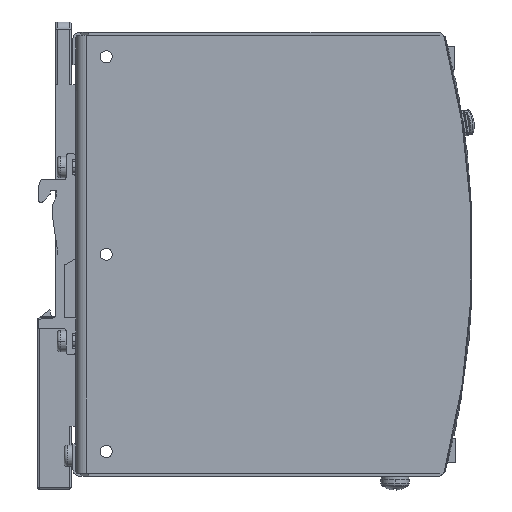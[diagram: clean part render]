
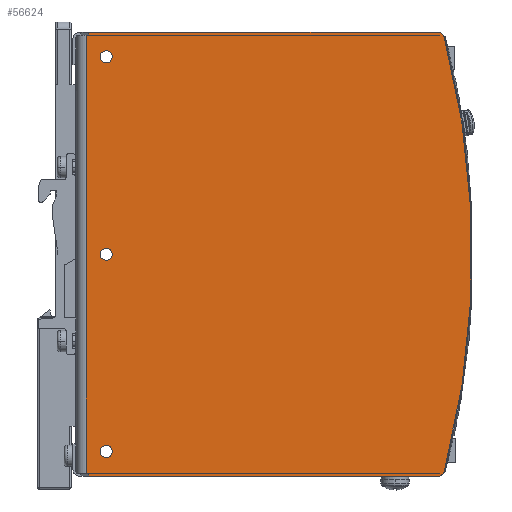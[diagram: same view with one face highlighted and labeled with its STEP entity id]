
A CAD part, front view. The second image highlights one B-rep face of the part: STEP entity #56624.
In plain terms, the highlighted planar face has unit normal (0, -1, 0).
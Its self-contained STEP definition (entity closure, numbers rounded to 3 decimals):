
#3545=DIRECTION('',(1.,0.,0.));
#3546=VECTOR('',#3545,98.697);
#3547=CARTESIAN_POINT('',(1.5,-21.,122.3));
#3548=LINE('',#3547,#3546);
#3723=DIRECTION('',(0.,0.,1.));
#3724=VECTOR('',#3723,122.3);
#3725=CARTESIAN_POINT('',(1.5,-21.,0.));
#3726=LINE('',#3725,#3724);
#3792=DIRECTION('',(-1.,0.,0.));
#3793=VECTOR('',#3792,98.695);
#3794=CARTESIAN_POINT('',(100.195,-21.,-0.002));
#3795=LINE('',#3794,#3793);
#3835=CARTESIAN_POINT('',(99.781,-21.,122.4));
#3836=CARTESIAN_POINT('',(99.802,-21.,122.4));
#3837=CARTESIAN_POINT('',(99.842,-21.,122.399));
#3838=CARTESIAN_POINT('',(99.904,-21.,122.393));
#3839=CARTESIAN_POINT('',(99.964,-21.,122.384));
#3840=CARTESIAN_POINT('',(100.024,-21.,122.371));
#3841=CARTESIAN_POINT('',(100.083,-21.,122.353));
#3842=CARTESIAN_POINT('',(100.144,-21.,122.336));
#3843=CARTESIAN_POINT('',(100.174,-21.,122.313));
#3844=CARTESIAN_POINT('',(100.197,-21.,122.302));
#3846=DIRECTION('',(1.,0.,0.));
#3847=VECTOR('',#3846,97.631);
#3848=CARTESIAN_POINT('',(2.15,-21.,122.4));
#3849=LINE('',#3848,#3847);
#3850=DIRECTION('',(-1.,0.,0.));
#3851=VECTOR('',#3850,97.631);
#3852=CARTESIAN_POINT('',(99.781,-21.,123.15));
#3853=LINE('',#3852,#3851);
#3854=CARTESIAN_POINT('',(99.781,-21.,121.4));
#3855=DIRECTION('',(0.,-1.,0.));
#3856=DIRECTION('',(0.968,0.,0.252));
#3857=AXIS2_PLACEMENT_3D('',#3854,#3855,#3856);
#3859=CARTESIAN_POINT('',(-131.5,-21.,61.15));
#3860=DIRECTION('',(0.,-1.,0.));
#3861=DIRECTION('',(0.968,0.,-0.252));
#3862=AXIS2_PLACEMENT_3D('',#3859,#3860,#3861);
#3864=CARTESIAN_POINT('',(99.781,-21.,0.9));
#3865=DIRECTION('',(0.,-1.,0.));
#3866=DIRECTION('',(0.,0.,-1.));
#3867=AXIS2_PLACEMENT_3D('',#3864,#3865,#3866);
#3869=DIRECTION('',(1.,0.,0.));
#3870=VECTOR('',#3869,97.631);
#3871=CARTESIAN_POINT('',(2.15,-21.,-0.85));
#3872=LINE('',#3871,#3870);
#3873=DIRECTION('',(-1.,0.,0.));
#3874=VECTOR('',#3873,97.631);
#3875=CARTESIAN_POINT('',(99.781,-21.,-0.1));
#3876=LINE('',#3875,#3874);
#3877=CARTESIAN_POINT('',(99.781,-21.,0.9));
#3878=DIRECTION('',(0.,1.,0.));
#3879=DIRECTION('',(0.418,0.,-0.908));
#3880=AXIS2_PLACEMENT_3D('',#3877,#3878,#3879);
#3882=CARTESIAN_POINT('',(7.,-21.,6.));
#3883=DIRECTION('',(0.,1.,0.));
#3884=DIRECTION('',(-1.,0.,0.));
#3885=AXIS2_PLACEMENT_3D('',#3882,#3883,#3884);
#3887=CARTESIAN_POINT('',(7.,-21.,6.));
#3888=DIRECTION('',(0.,1.,0.));
#3889=DIRECTION('',(1.,0.,0.));
#3890=AXIS2_PLACEMENT_3D('',#3887,#3888,#3889);
#3892=CARTESIAN_POINT('',(7.,-21.,61.15));
#3893=DIRECTION('',(0.,1.,0.));
#3894=DIRECTION('',(-1.,0.,0.));
#3895=AXIS2_PLACEMENT_3D('',#3892,#3893,#3894);
#3897=CARTESIAN_POINT('',(7.,-21.,61.15));
#3898=DIRECTION('',(0.,1.,0.));
#3899=DIRECTION('',(1.,0.,0.));
#3900=AXIS2_PLACEMENT_3D('',#3897,#3898,#3899);
#3902=CARTESIAN_POINT('',(7.,-21.,116.3));
#3903=DIRECTION('',(0.,1.,0.));
#3904=DIRECTION('',(-1.,0.,0.));
#3905=AXIS2_PLACEMENT_3D('',#3902,#3903,#3904);
#3907=CARTESIAN_POINT('',(7.,-21.,116.3));
#3908=DIRECTION('',(0.,1.,0.));
#3909=DIRECTION('',(1.,0.,0.));
#3910=AXIS2_PLACEMENT_3D('',#3907,#3908,#3909);
#6332=DIRECTION('',(0.,0.,1.));
#6333=VECTOR('',#6332,0.75);
#6334=CARTESIAN_POINT('',(2.15,-21.,122.4));
#6335=LINE('',#6334,#6333);
#15076=DIRECTION('',(0.,0.,1.));
#15077=VECTOR('',#15076,0.75);
#15078=CARTESIAN_POINT('',(2.15,-21.,-0.85));
#15079=LINE('',#15078,#15077);
#40459=CARTESIAN_POINT('',(100.197,-21.,122.302));
#40461=VERTEX_POINT('',#40459);
#40462=CARTESIAN_POINT('',(1.5,-21.,122.3));
#40463=VERTEX_POINT('',#40462);
#40464=CARTESIAN_POINT('',(1.5,-21.,0.));
#40465=VERTEX_POINT('',#40464);
#40466=CARTESIAN_POINT('',(100.195,-21.,-0.002));
#40467=VERTEX_POINT('',#40466);
#40507=CARTESIAN_POINT('',(8.7,-21.,6.));
#40509=VERTEX_POINT('',#40507);
#40511=CARTESIAN_POINT('',(5.3,-21.,6.));
#40513=VERTEX_POINT('',#40511);
#40523=CARTESIAN_POINT('',(8.7,-21.,61.15));
#40525=VERTEX_POINT('',#40523);
#40527=CARTESIAN_POINT('',(5.3,-21.,61.15));
#40529=VERTEX_POINT('',#40527);
#40539=CARTESIAN_POINT('',(8.7,-21.,116.3));
#40541=VERTEX_POINT('',#40539);
#40543=CARTESIAN_POINT('',(5.3,-21.,116.3));
#40545=VERTEX_POINT('',#40543);
#41752=CARTESIAN_POINT('',(2.15,-21.,-0.1));
#41753=VERTEX_POINT('',#41752);
#41754=CARTESIAN_POINT('',(99.781,-21.,-0.1));
#41755=VERTEX_POINT('',#41754);
#42812=CARTESIAN_POINT('',(99.781,-21.,122.4));
#42813=VERTEX_POINT('',#42812);
#42826=CARTESIAN_POINT('',(2.15,-21.,123.15));
#42827=VERTEX_POINT('',#42826);
#42828=CARTESIAN_POINT('',(99.781,-21.,123.15));
#42829=VERTEX_POINT('',#42828);
#43856=CARTESIAN_POINT('',(101.475,-21.,121.841));
#43857=VERTEX_POINT('',#43856);
#43860=CARTESIAN_POINT('',(101.475,-21.,0.459));
#43861=VERTEX_POINT('',#43860);
#43868=CARTESIAN_POINT('',(99.781,-21.,-0.85));
#43869=VERTEX_POINT('',#43868);
#45956=CARTESIAN_POINT('',(2.15,-21.,-0.85));
#45957=VERTEX_POINT('',#45956);
#45958=CARTESIAN_POINT('',(2.15,-21.,122.4));
#45960=VERTEX_POINT('',#45958);
#56576=CARTESIAN_POINT('',(-1.5,-21.,122.3));
#56577=DIRECTION('',(0.,-1.,0.));
#56578=DIRECTION('',(1.,0.,0.));
#56579=AXIS2_PLACEMENT_3D('',#56576,#56577,#56578);
#56580=PLANE('',#56579);
#56581=ORIENTED_EDGE('',*,*,#56543,.T.);
#56582=ORIENTED_EDGE('',*,*,#56443,.T.);
#56583=ORIENTED_EDGE('',*,*,#56364,.T.);
#56585=ORIENTED_EDGE('',*,*,#56584,.F.);
#56587=ORIENTED_EDGE('',*,*,#56586,.F.);
#56589=ORIENTED_EDGE('',*,*,#56588,.T.);
#56591=ORIENTED_EDGE('',*,*,#56590,.F.);
#56593=ORIENTED_EDGE('',*,*,#56592,.F.);
#56594=ORIENTED_EDGE('',*,*,#56177,.F.);
#56595=ORIENTED_EDGE('',*,*,#56202,.F.);
#56597=ORIENTED_EDGE('',*,*,#56596,.F.);
#56599=ORIENTED_EDGE('',*,*,#56598,.T.);
#56601=ORIENTED_EDGE('',*,*,#56600,.F.);
#56603=ORIENTED_EDGE('',*,*,#56602,.F.);
#56604=EDGE_LOOP('',(#56581,#56582,#56583,#56585,#56587,#56589,#56591,#56593,
#56594,#56595,#56597,#56599,#56601,#56603));
#56605=FACE_OUTER_BOUND('',#56604,.F.);
#56607=ORIENTED_EDGE('',*,*,#56606,.F.);
#56609=ORIENTED_EDGE('',*,*,#56608,.F.);
#56610=EDGE_LOOP('',(#56607,#56609));
#56611=FACE_BOUND('',#56610,.F.);
#56613=ORIENTED_EDGE('',*,*,#56612,.F.);
#56615=ORIENTED_EDGE('',*,*,#56614,.F.);
#56616=EDGE_LOOP('',(#56613,#56615));
#56617=FACE_BOUND('',#56616,.F.);
#56619=ORIENTED_EDGE('',*,*,#56618,.F.);
#56621=ORIENTED_EDGE('',*,*,#56620,.F.);
#56622=EDGE_LOOP('',(#56619,#56621));
#56623=FACE_BOUND('',#56622,.F.);
#56624=ADVANCED_FACE('',(#56605,#56611,#56617,#56623),#56580,.T.);
#3845=B_SPLINE_CURVE_WITH_KNOTS('',3,(#3835,#3836,#3837,#3838,#3839,#3840,#3841,
#3842,#3843,#3844),.UNSPECIFIED.,.F.,.F.,(4,1,1,1,1,1,1,4),(0.,
0.143,0.286,0.429,0.571,
0.714,0.857,1.),.UNSPECIFIED.);
#3858=CIRCLE('',#3857,1.75);
#3863=CIRCLE('',#3862,240.75);
#3868=CIRCLE('',#3867,1.75);
#3881=CIRCLE('',#3880,1.);
#3886=CIRCLE('',#3885,1.7);
#3891=CIRCLE('',#3890,1.7);
#3896=CIRCLE('',#3895,1.7);
#3901=CIRCLE('',#3900,1.7);
#3906=CIRCLE('',#3905,1.7);
#3911=CIRCLE('',#3910,1.7);
#56177=EDGE_CURVE('',#43861,#43857,#3863,.T.);
#56202=EDGE_CURVE('',#43869,#43861,#3868,.T.);
#56364=EDGE_CURVE('',#40463,#40461,#3548,.T.);
#56443=EDGE_CURVE('',#40465,#40463,#3726,.T.);
#56543=EDGE_CURVE('',#40467,#40465,#3795,.T.);
#56584=EDGE_CURVE('',#42813,#40461,#3845,.T.);
#56586=EDGE_CURVE('',#45960,#42813,#3849,.T.);
#56588=EDGE_CURVE('',#45960,#42827,#6335,.T.);
#56590=EDGE_CURVE('',#42829,#42827,#3853,.T.);
#56592=EDGE_CURVE('',#43857,#42829,#3858,.T.);
#56596=EDGE_CURVE('',#45957,#43869,#3872,.T.);
#56598=EDGE_CURVE('',#45957,#41753,#15079,.T.);
#56600=EDGE_CURVE('',#41755,#41753,#3876,.T.);
#56602=EDGE_CURVE('',#40467,#41755,#3881,.T.);
#56606=EDGE_CURVE('',#40513,#40509,#3886,.T.);
#56608=EDGE_CURVE('',#40509,#40513,#3891,.T.);
#56612=EDGE_CURVE('',#40529,#40525,#3896,.T.);
#56614=EDGE_CURVE('',#40525,#40529,#3901,.T.);
#56618=EDGE_CURVE('',#40545,#40541,#3906,.T.);
#56620=EDGE_CURVE('',#40541,#40545,#3911,.T.);
